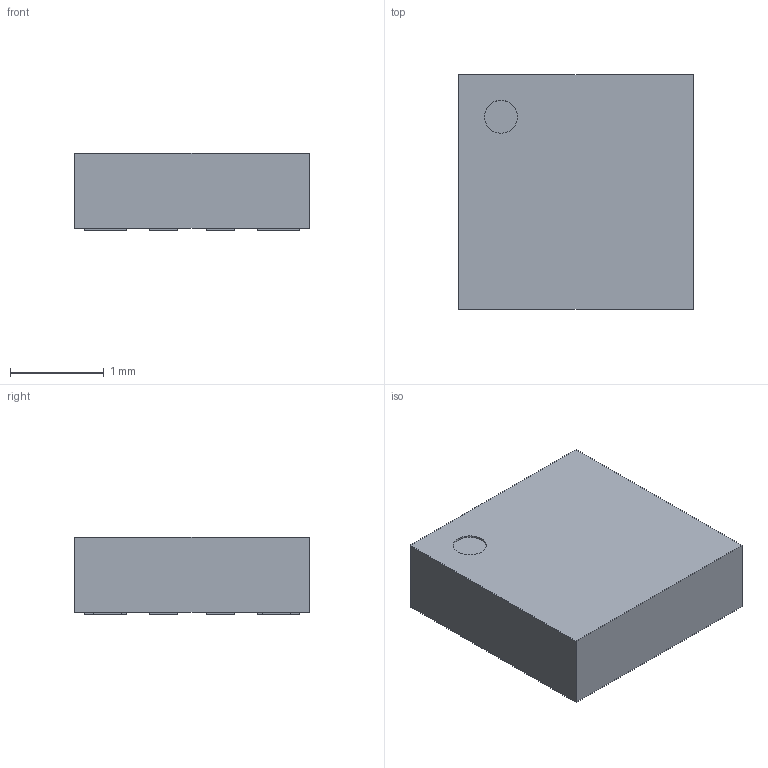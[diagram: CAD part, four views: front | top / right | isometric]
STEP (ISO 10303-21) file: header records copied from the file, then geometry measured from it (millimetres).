
FILE_DESCRIPTION(/* description */ ('model of ST_HLGA-10_2.5x2.5mm_P0.6mm_LayoutBorder3x2y'),/* implementation_level */ '2;1');
FILE_NAME(/* name */ 'ST_HLGA-10_2.5x2.5mm_P0.6mm_LayoutBorder3x2y.step',/* time_stamp */ '2018-10-12T20:58:05',/* author */ ('kicad StepUp','ksu'),/* organization */ ('FreeCAD'),/* preprocessor_version */ 'OCC',/* originating_system */ 'kicad StepUp',/* authorisation */ '');
FILE_SCHEMA(('AUTOMOTIVE_DESIGN { 1 0 10303 214 1 1 1 1 }'));
Length unit declared in the file: millimetre
Products named in the file (1): ST_HLGA_10_25x25mm_P06mm_LayoutBorder3x2y
Bounding box: 2.5 x 2.5 x 0.82 mm (x, y, z)
Volume: 5 mm3; surface area: 21 mm2
Topology: 1 solids, 1 shells, 68 faces, 159 edges, 106 vertices
Faces by surface type: plane 67, cylinder 1
Full cylindrical faces by diameter (mm): 0.35 x1
Entity records: 1421 total; most frequent: ORIENTED_EDGE 312, CARTESIAN_POINT 171, EDGE_CURVE 159, LINE 157, VERTEX_POINT 106, FACE_BOUND 81, EDGE_LOOP 81, AXIS2_PLACEMENT_3D 70
